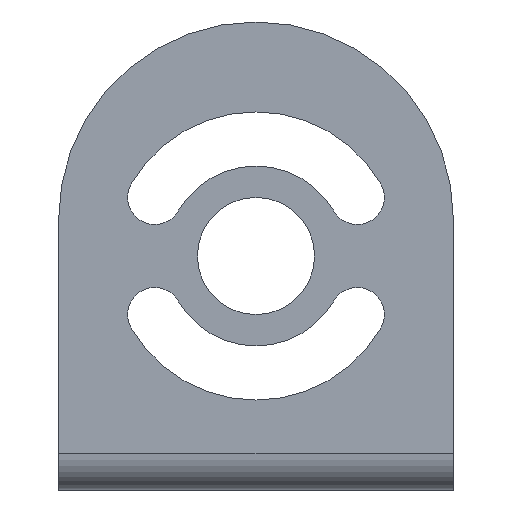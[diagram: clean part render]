
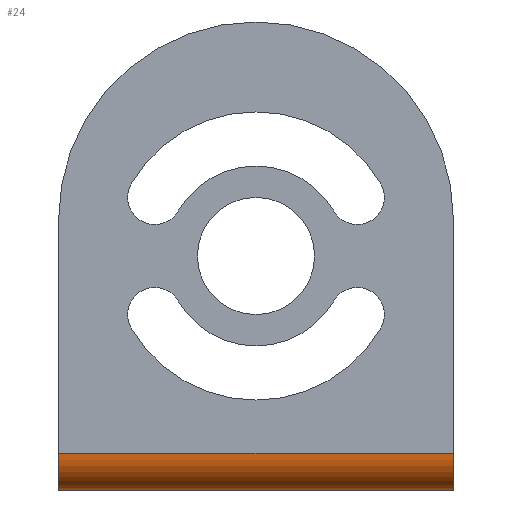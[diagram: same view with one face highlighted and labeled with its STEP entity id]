
A CAD part, front view. The second image highlights one B-rep face of the part: STEP entity #24.
In plain terms, the highlighted cylindrical face has radius 2.5 mm (diameter 5 mm), a partial arc.
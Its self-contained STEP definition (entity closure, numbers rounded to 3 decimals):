
#24 = ADVANCED_FACE ( 'NONE', ( #489 ), #610, .T. ) ;
#51 = CARTESIAN_POINT ( 'NONE',  ( 13.5, -13.5, -16. ) ) ;
#53 = CARTESIAN_POINT ( 'NONE',  ( 13.5, -13.5, -13.5 ) ) ;
#108 = DIRECTION ( 'NONE',  ( 0., 0., 1. ) ) ;
#122 = LINE ( 'NONE', #680, #469 ) ;
#123 = DIRECTION ( 'NONE',  ( -1., 0., 0. ) ) ;
#139 = CARTESIAN_POINT ( 'NONE',  ( -13.5, -13.5, -16. ) ) ;
#240 = CARTESIAN_POINT ( 'NONE',  ( 13.5, -16., -13.5 ) ) ;
#262 = EDGE_CURVE ( 'NONE', #938, #553, #122, .T. ) ;
#308 = EDGE_CURVE ( 'NONE', #553, #476, #369, .T. ) ;
#325 = CARTESIAN_POINT ( 'NONE',  ( -13.5, -16., -13.5 ) ) ;
#362 = ORIENTED_EDGE ( 'NONE', *, *, #1112, .F. ) ;
#369 = CIRCLE ( 'NONE', #1386, 2.5 ) ;
#418 = ORIENTED_EDGE ( 'NONE', *, *, #262, .F. ) ;
#467 = EDGE_LOOP ( 'NONE', ( #473, #418, #362, #521 ) ) ;
#469 = VECTOR ( 'NONE', #707, 1000. ) ;
#473 = ORIENTED_EDGE ( 'NONE', *, *, #308, .F. ) ;
#476 = VERTEX_POINT ( 'NONE', #51 ) ;
#489 = FACE_OUTER_BOUND ( 'NONE', #467, .T. ) ;
#521 = ORIENTED_EDGE ( 'NONE', *, *, #778, .F. ) ;
#538 = VECTOR ( 'NONE', #1109, 1000. ) ;
#539 = LINE ( 'NONE', #1090, #538 ) ;
#553 = VERTEX_POINT ( 'NONE', #240 ) ;
#610 = CYLINDRICAL_SURFACE ( 'NONE', #1011, 2.5 ) ;
#623 = CIRCLE ( 'NONE', #1284, 2.5 ) ;
#680 = CARTESIAN_POINT ( 'NONE',  ( 13.5, -16., -13.5 ) ) ;
#707 = DIRECTION ( 'NONE',  ( 1., 0., 0. ) ) ;
#778 = EDGE_CURVE ( 'NONE', #476, #1029, #539, .T. ) ;
#938 = VERTEX_POINT ( 'NONE', #325 ) ;
#944 = CARTESIAN_POINT ( 'NONE',  ( 13.5, -13.5, -13.5 ) ) ;
#949 = DIRECTION ( 'NONE',  ( 1., 0., 0. ) ) ;
#958 = DIRECTION ( 'NONE',  ( 0., 0., -1. ) ) ;
#1011 = AXIS2_PLACEMENT_3D ( 'NONE', #53, #123, #108 ) ;
#1029 = VERTEX_POINT ( 'NONE', #139 ) ;
#1090 = CARTESIAN_POINT ( 'NONE',  ( 13.5, -13.5, -16. ) ) ;
#1109 = DIRECTION ( 'NONE',  ( -1., 0., 0. ) ) ;
#1112 = EDGE_CURVE ( 'NONE', #1029, #938, #623, .T. ) ;
#1215 = DIRECTION ( 'NONE',  ( 0., 0., -1. ) ) ;
#1219 = DIRECTION ( 'NONE',  ( -1., 0., 0. ) ) ;
#1222 = CARTESIAN_POINT ( 'NONE',  ( -13.5, -13.5, -13.5 ) ) ;
#1284 = AXIS2_PLACEMENT_3D ( 'NONE', #1222, #1219, #1215 ) ;
#1386 = AXIS2_PLACEMENT_3D ( 'NONE', #944, #949, #958 ) ;
